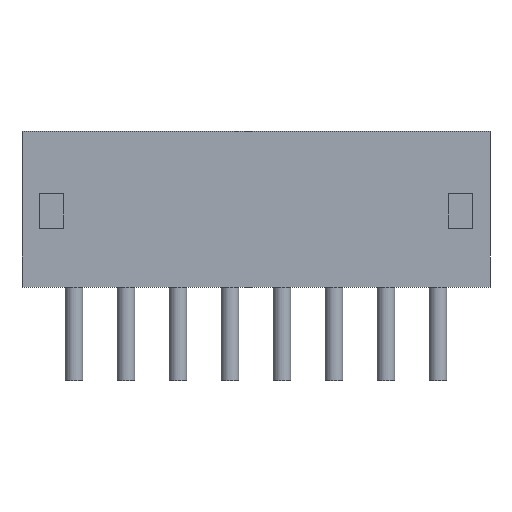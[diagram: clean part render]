
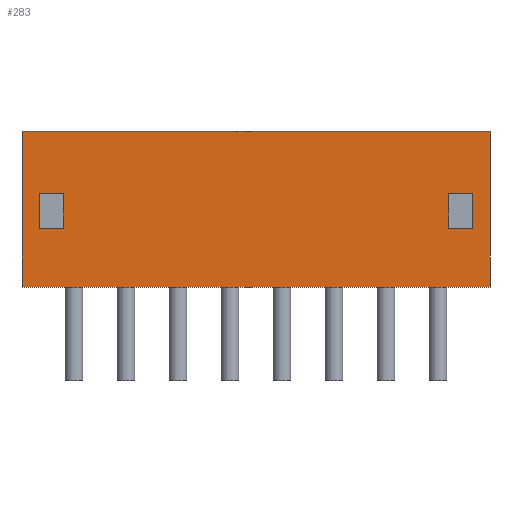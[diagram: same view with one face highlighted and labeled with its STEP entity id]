
A CAD part, front view. The second image highlights one B-rep face of the part: STEP entity #283.
In plain terms, the highlighted planar face has unit normal (0, -1, 0).
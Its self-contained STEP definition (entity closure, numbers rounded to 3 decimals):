
#70=CARTESIAN_POINT('',(-6.75,-1.3,0.));
#71=VERTEX_POINT('',#70);
#88=CARTESIAN_POINT('',(6.75,-1.3,0.));
#89=VERTEX_POINT('',#88);
#96=CARTESIAN_POINT('',(6.75,-1.3,0.));
#97=DIRECTION('',(-1.0,0.0,0.0));
#98=VECTOR('',#97,13.5);
#99=LINE('',#96,#98);
#100=EDGE_CURVE('',#89,#71,#99,.T.);
#128=CARTESIAN_POINT('',(6.75,-1.3,4.5));
#129=VERTEX_POINT('',#128);
#136=CARTESIAN_POINT('',(6.75,-1.3,4.5));
#137=DIRECTION('',(0.0,0.0,-1.0));
#138=VECTOR('',#137,4.5);
#139=LINE('',#136,#138);
#140=EDGE_CURVE('',#129,#89,#139,.T.);
#192=CARTESIAN_POINT('',(7.425,-1.3,-0.225));
#193=DIRECTION('',(0.0,1.0,0.0));
#194=DIRECTION('',(-1.0,0.0,0.0));
#195=AXIS2_PLACEMENT_3D('',#192,#193,#194);
#196=PLANE('',#195);
#197=CARTESIAN_POINT('',(-6.75,-1.3,4.5));
#198=VERTEX_POINT('',#197);
#199=CARTESIAN_POINT('',(-6.75,-1.3,4.5));
#200=DIRECTION('',(0.0,0.0,-1.0));
#201=VECTOR('',#200,4.5);
#202=LINE('',#199,#201);
#203=EDGE_CURVE('',#198,#71,#202,.T.);
#204=ORIENTED_EDGE('',*,*,#203,.T.);
#205=ORIENTED_EDGE('',*,*,#100,.F.);
#206=ORIENTED_EDGE('',*,*,#140,.F.);
#207=CARTESIAN_POINT('',(6.75,-1.3,4.5));
#208=DIRECTION('',(-1.0,0.0,0.0));
#209=VECTOR('',#208,13.5);
#210=LINE('',#207,#209);
#211=EDGE_CURVE('',#129,#198,#210,.T.);
#212=ORIENTED_EDGE('',*,*,#211,.T.);
#213=EDGE_LOOP('',(#204,#205,#206,#212));
#214=FACE_OUTER_BOUND('',#213,.T.);
#215=CARTESIAN_POINT('',(-5.55,-1.3,1.7));
#216=VERTEX_POINT('',#215);
#217=CARTESIAN_POINT('',(-5.55,-1.3,2.7));
#218=VERTEX_POINT('',#217);
#219=CARTESIAN_POINT('',(-5.55,-1.3,1.7));
#220=DIRECTION('',(0.0,0.0,1.0));
#221=VECTOR('',#220,1.0);
#222=LINE('',#219,#221);
#223=EDGE_CURVE('',#216,#218,#222,.T.);
#224=ORIENTED_EDGE('',*,*,#223,.F.);
#225=CARTESIAN_POINT('',(-6.25,-1.3,1.7));
#226=VERTEX_POINT('',#225);
#227=CARTESIAN_POINT('',(-6.25,-1.3,1.7));
#228=DIRECTION('',(1.0,0.0,0.0));
#229=VECTOR('',#228,0.7);
#230=LINE('',#227,#229);
#231=EDGE_CURVE('',#226,#216,#230,.T.);
#232=ORIENTED_EDGE('',*,*,#231,.F.);
#233=CARTESIAN_POINT('',(-6.25,-1.3,2.7));
#234=VERTEX_POINT('',#233);
#235=CARTESIAN_POINT('',(-6.25,-1.3,2.7));
#236=DIRECTION('',(0.0,0.0,-1.0));
#237=VECTOR('',#236,1.0);
#238=LINE('',#235,#237);
#239=EDGE_CURVE('',#234,#226,#238,.T.);
#240=ORIENTED_EDGE('',*,*,#239,.F.);
#241=CARTESIAN_POINT('',(-5.55,-1.3,2.7));
#242=DIRECTION('',(-1.0,0.0,0.0));
#243=VECTOR('',#242,0.7);
#244=LINE('',#241,#243);
#245=EDGE_CURVE('',#218,#234,#244,.T.);
#246=ORIENTED_EDGE('',*,*,#245,.F.);
#247=EDGE_LOOP('',(#224,#232,#240,#246));
#248=FACE_BOUND('',#247,.T.);
#249=CARTESIAN_POINT('',(5.55,-1.3,2.7));
#250=VERTEX_POINT('',#249);
#251=CARTESIAN_POINT('',(5.55,-1.3,1.7));
#252=VERTEX_POINT('',#251);
#253=CARTESIAN_POINT('',(5.55,-1.3,2.7));
#254=DIRECTION('',(0.0,0.0,-1.0));
#255=VECTOR('',#254,1.0);
#256=LINE('',#253,#255);
#257=EDGE_CURVE('',#250,#252,#256,.T.);
#258=ORIENTED_EDGE('',*,*,#257,.F.);
#259=CARTESIAN_POINT('',(6.25,-1.3,2.7));
#260=VERTEX_POINT('',#259);
#261=CARTESIAN_POINT('',(6.25,-1.3,2.7));
#262=DIRECTION('',(-1.0,0.0,0.0));
#263=VECTOR('',#262,0.7);
#264=LINE('',#261,#263);
#265=EDGE_CURVE('',#260,#250,#264,.T.);
#266=ORIENTED_EDGE('',*,*,#265,.F.);
#267=CARTESIAN_POINT('',(6.25,-1.3,1.7));
#268=VERTEX_POINT('',#267);
#269=CARTESIAN_POINT('',(6.25,-1.3,1.7));
#270=DIRECTION('',(0.0,0.0,1.0));
#271=VECTOR('',#270,1.0);
#272=LINE('',#269,#271);
#273=EDGE_CURVE('',#268,#260,#272,.T.);
#274=ORIENTED_EDGE('',*,*,#273,.F.);
#275=CARTESIAN_POINT('',(5.55,-1.3,1.7));
#276=DIRECTION('',(1.0,0.0,0.0));
#277=VECTOR('',#276,0.7);
#278=LINE('',#275,#277);
#279=EDGE_CURVE('',#252,#268,#278,.T.);
#280=ORIENTED_EDGE('',*,*,#279,.F.);
#281=EDGE_LOOP('',(#258,#266,#274,#280));
#282=FACE_BOUND('',#281,.T.);
#283=ADVANCED_FACE('',(#214,#248,#282),#196,.F.);
